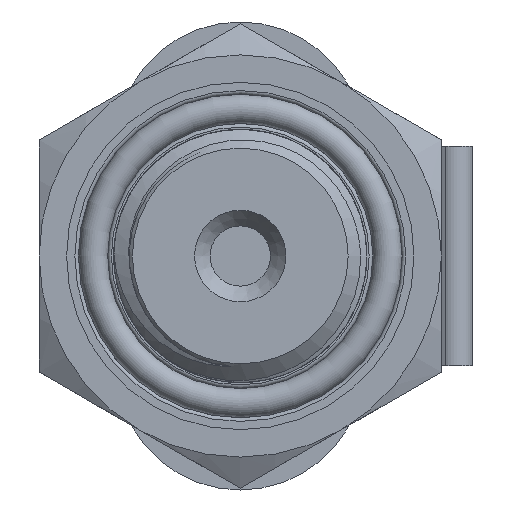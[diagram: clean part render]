
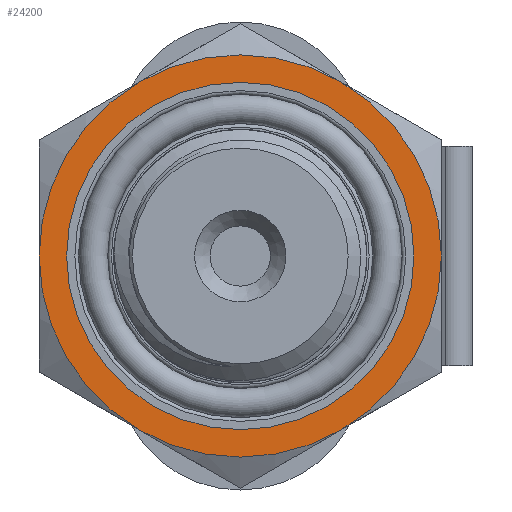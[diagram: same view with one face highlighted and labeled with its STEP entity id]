
A CAD part, left-side view. The second image highlights one B-rep face of the part: STEP entity #24200.
In plain terms, the highlighted planar face has unit normal (-1, 0, 0).
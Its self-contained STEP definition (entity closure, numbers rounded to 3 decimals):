
#530=FACE_BOUND('',#3138,.T.);
#718=PLANE('',#25443);
#1722=FACE_OUTER_BOUND('',#3137,.T.);
#3137=EDGE_LOOP('',(#18040,#18041,#18042,#18043,#18044,#18045));
#3138=EDGE_LOOP('',(#18046));
#4282=CIRCLE('',#25376,11.);
#4283=CIRCLE('',#25378,11.);
#4284=CIRCLE('',#25380,11.);
#4285=CIRCLE('',#25382,11.);
#4286=CIRCLE('',#25384,11.);
#4287=CIRCLE('',#25386,11.);
#4315=CIRCLE('',#25442,9.5);
#10617=VERTEX_POINT('',#42398);
#10618=VERTEX_POINT('',#42402);
#10620=VERTEX_POINT('',#42409);
#10622=VERTEX_POINT('',#42419);
#10624=VERTEX_POINT('',#42432);
#10626=VERTEX_POINT('',#42442);
#10656=VERTEX_POINT('',#43356);
#13327=EDGE_CURVE('',#10617,#10618,#4282,.T.);
#13330=EDGE_CURVE('',#10620,#10617,#4283,.T.);
#13333=EDGE_CURVE('',#10622,#10620,#4284,.T.);
#13335=EDGE_CURVE('',#10624,#10622,#4285,.T.);
#13338=EDGE_CURVE('',#10626,#10624,#4286,.T.);
#13341=EDGE_CURVE('',#10618,#10626,#4287,.T.);
#13396=EDGE_CURVE('',#10656,#10656,#4315,.T.);
#18040=ORIENTED_EDGE('',*,*,#13341,.T.);
#18041=ORIENTED_EDGE('',*,*,#13338,.T.);
#18042=ORIENTED_EDGE('',*,*,#13335,.T.);
#18043=ORIENTED_EDGE('',*,*,#13333,.T.);
#18044=ORIENTED_EDGE('',*,*,#13330,.T.);
#18045=ORIENTED_EDGE('',*,*,#13327,.T.);
#18046=ORIENTED_EDGE('',*,*,#13396,.T.);
#24200=ADVANCED_FACE('',(#1722,#530),#718,.T.);
#25376=AXIS2_PLACEMENT_3D('',#42406,#27600,#27601);
#25378=AXIS2_PLACEMENT_3D('',#42416,#27604,#27605);
#25380=AXIS2_PLACEMENT_3D('',#42426,#27608,#27609);
#25382=AXIS2_PLACEMENT_3D('',#42433,#27612,#27613);
#25384=AXIS2_PLACEMENT_3D('',#42443,#27616,#27617);
#25386=AXIS2_PLACEMENT_3D('',#42452,#27620,#27621);
#25442=AXIS2_PLACEMENT_3D('',#43357,#27742,#27743);
#25443=AXIS2_PLACEMENT_3D('',#43359,#27745,#27746);
#27600=DIRECTION('center_axis',(-1.,0.,0.));
#27601=DIRECTION('ref_axis',(0.,1.,0.));
#27604=DIRECTION('center_axis',(-1.,0.,0.));
#27605=DIRECTION('ref_axis',(0.,1.,0.));
#27608=DIRECTION('center_axis',(-1.,0.,0.));
#27609=DIRECTION('ref_axis',(0.,1.,0.));
#27612=DIRECTION('center_axis',(-1.,0.,0.));
#27613=DIRECTION('ref_axis',(0.,1.,0.));
#27616=DIRECTION('center_axis',(-1.,0.,0.));
#27617=DIRECTION('ref_axis',(0.,1.,0.));
#27620=DIRECTION('center_axis',(-1.,0.,0.));
#27621=DIRECTION('ref_axis',(0.,1.,0.));
#27742=DIRECTION('center_axis',(1.,0.,0.));
#27743=DIRECTION('ref_axis',(0.,0.,-1.));
#27745=DIRECTION('center_axis',(-1.,0.,0.));
#27746=DIRECTION('ref_axis',(0.,0.,1.));
#42398=CARTESIAN_POINT('',(-36.6,5.5,9.526));
#42402=CARTESIAN_POINT('',(-36.6,11.,0.));
#42406=CARTESIAN_POINT('Origin',(-36.6,0.,0.));
#42409=CARTESIAN_POINT('',(-36.6,-5.5,9.526));
#42416=CARTESIAN_POINT('Origin',(-36.6,0.,0.));
#42419=CARTESIAN_POINT('',(-36.6,-11.,0.));
#42426=CARTESIAN_POINT('Origin',(-36.6,0.,0.));
#42432=CARTESIAN_POINT('',(-36.6,-5.5,-9.526));
#42433=CARTESIAN_POINT('Origin',(-36.6,0.,0.));
#42442=CARTESIAN_POINT('',(-36.6,5.5,-9.526));
#42443=CARTESIAN_POINT('Origin',(-36.6,0.,0.));
#42452=CARTESIAN_POINT('Origin',(-36.6,0.,0.));
#43356=CARTESIAN_POINT('',(-36.6,-9.5,0.));
#43357=CARTESIAN_POINT('Origin',(-36.6,0.,0.));
#43359=CARTESIAN_POINT('Origin',(-36.6,11.,0.));
